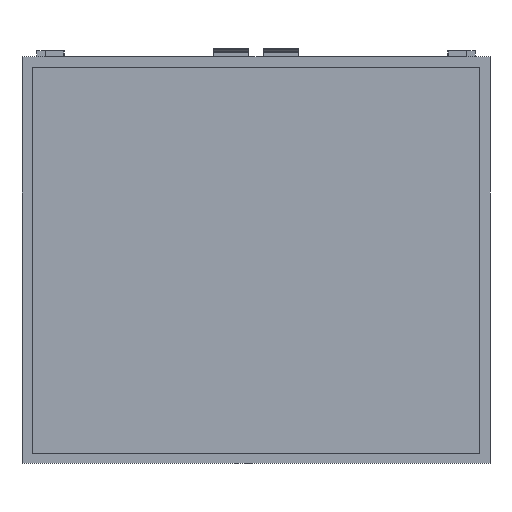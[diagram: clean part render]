
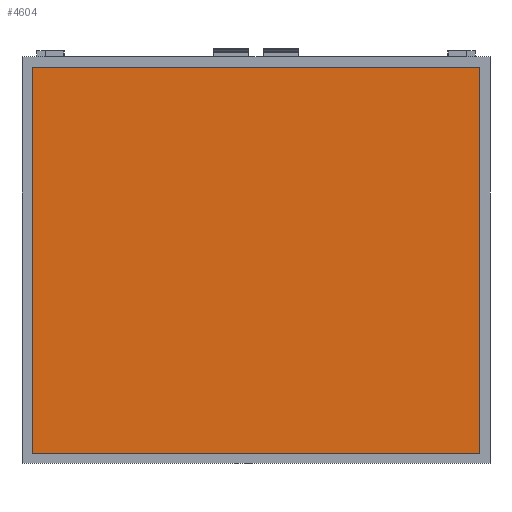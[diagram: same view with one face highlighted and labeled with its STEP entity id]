
A CAD part, front view. The second image highlights one B-rep face of the part: STEP entity #4604.
In plain terms, the highlighted planar face has unit normal (0, -1, 0).
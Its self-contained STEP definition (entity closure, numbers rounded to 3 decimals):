
#274=FACE_OUTER_BOUND('',#571,.T.);
#571=EDGE_LOOP('',(#3097,#3098,#3099,#3100));
#885=LINE('',#6779,#1425);
#888=LINE('',#6784,#1428);
#891=LINE('',#6789,#1431);
#892=LINE('',#6791,#1432);
#1425=VECTOR('',#5406,10.);
#1428=VECTOR('',#5411,10.);
#1431=VECTOR('',#5416,10.);
#1432=VECTOR('',#5419,10.);
#1957=VERTEX_POINT('',#6777);
#1958=VERTEX_POINT('',#6778);
#1959=VERTEX_POINT('',#6783);
#1960=VERTEX_POINT('',#6787);
#2405=EDGE_CURVE('',#1957,#1958,#885,.T.);
#2408=EDGE_CURVE('',#1959,#1958,#888,.T.);
#2411=EDGE_CURVE('',#1957,#1960,#891,.T.);
#2412=EDGE_CURVE('',#1959,#1960,#892,.T.);
#3097=ORIENTED_EDGE('',*,*,#2411,.T.);
#3098=ORIENTED_EDGE('',*,*,#2412,.F.);
#3099=ORIENTED_EDGE('',*,*,#2408,.T.);
#3100=ORIENTED_EDGE('',*,*,#2405,.F.);
#4359=PLANE('',#4955);
#4604=ADVANCED_FACE('',(#274),#4359,.T.);
#4955=AXIS2_PLACEMENT_3D('',#6790,#5417,#5418);
#5406=DIRECTION('',(-1.,0.,0.));
#5411=DIRECTION('',(0.,0.,-1.));
#5416=DIRECTION('',(0.,0.,1.));
#5417=DIRECTION('center_axis',(0.,-1.,0.));
#5418=DIRECTION('ref_axis',(1.,0.,0.));
#5419=DIRECTION('',(1.,0.,0.));
#6777=CARTESIAN_POINT('',(382.5,-50.,-330.));
#6778=CARTESIAN_POINT('',(-382.5,-50.,-330.));
#6779=CARTESIAN_POINT('',(-382.5,-50.,-330.));
#6783=CARTESIAN_POINT('',(-382.5,-50.,330.));
#6784=CARTESIAN_POINT('',(-382.5,-50.,0.));
#6787=CARTESIAN_POINT('',(382.5,-50.,330.));
#6789=CARTESIAN_POINT('',(382.5,-50.,0.));
#6790=CARTESIAN_POINT('Origin',(-382.5,-50.,0.));
#6791=CARTESIAN_POINT('',(-382.5,-50.,330.));
